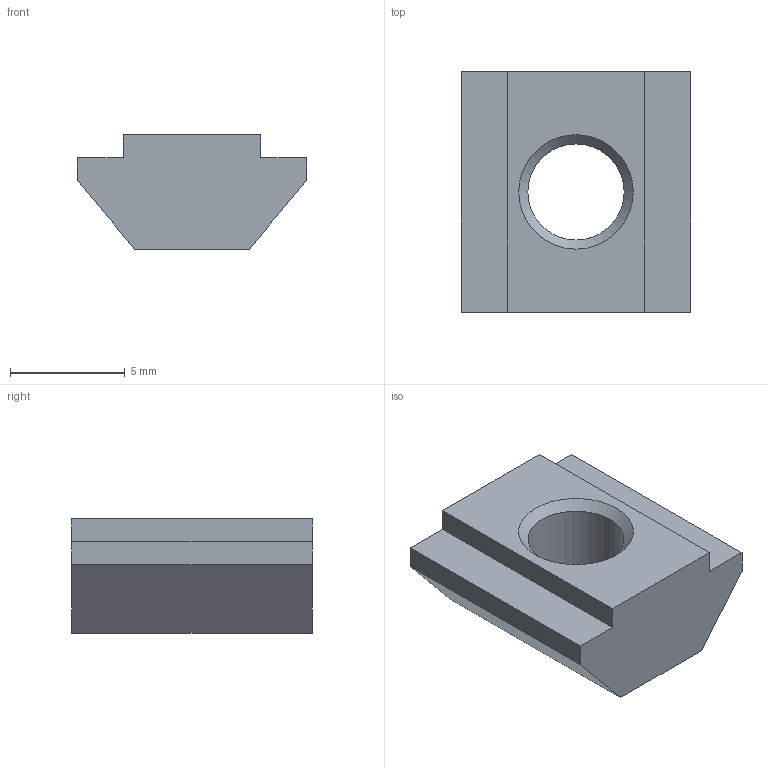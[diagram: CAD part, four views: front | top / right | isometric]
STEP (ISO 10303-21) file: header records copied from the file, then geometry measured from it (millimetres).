
FILE_DESCRIPTION(('FreeCAD Model'),'2;1');
FILE_NAME('Open CASCADE Shape Model','2021-07-26T15:11:51',('Author'),( ''),'Open CASCADE STEP processor 7.5','FreeCAD','Unknown');
FILE_SCHEMA(('AUTOMOTIVE_DESIGN { 1 0 10303 214 1 1 1 1 }'));
Length unit declared in the file: millimetre
Products named in the file (1): T-Nut_2020_M5
Bounding box: 10 x 10.5 x 5 mm (x, y, z)
Volume: 332.7 mm3; surface area: 391 mm2
Topology: 1 solids, 1 shells, 15 faces, 40 edges, 25 vertices
Faces by surface type: plane 12, cone 2, cylinder 1
Full cylindrical faces by diameter (mm): 4.2 x1
Entity records: 1005 total; most frequent: CARTESIAN_POINT 192, DIRECTION 141, LINE 99, VECTOR 99, ORIENTED_EDGE 80, PCURVE 80, DEFINITIONAL_REPRESENTATION 80, EDGE_CURVE 40
